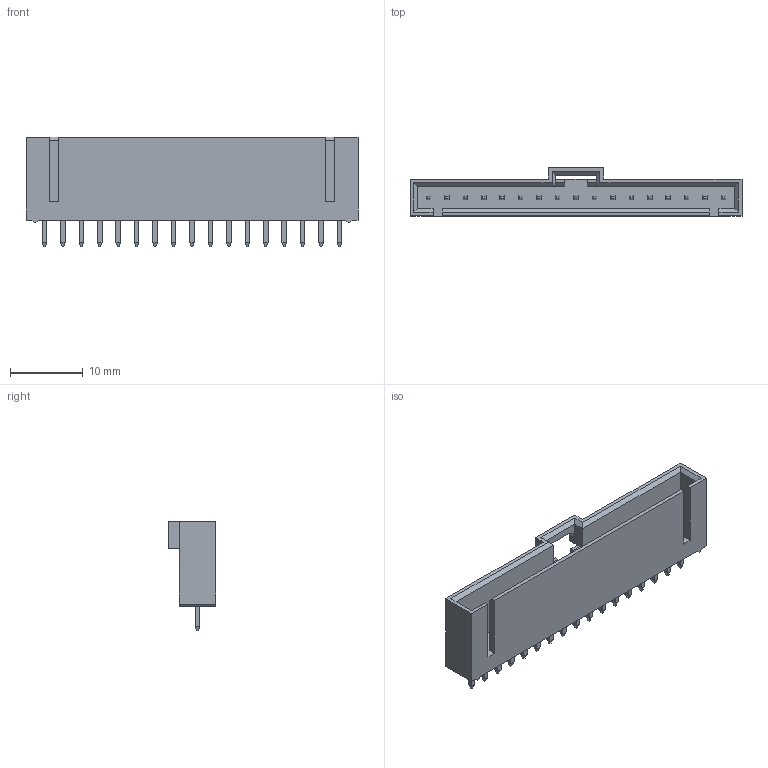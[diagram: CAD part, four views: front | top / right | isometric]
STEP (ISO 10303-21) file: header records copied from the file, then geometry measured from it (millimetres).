
FILE_DESCRIPTION((''),'2;1');
FILE_NAME('705430051','2017-02-22T',('ghp'),(''),'PRO/ENGINEER BY PARAMETRIC TECHNOLOGY CORPORATION, 2012310','PRO/ENGINEER BY PARAMETRIC TECHNOLOGY CORPORATION, 2012310','');
FILE_SCHEMA(('CONFIG_CONTROL_DESIGN'));
Length unit declared in the file: inch
Products named in the file (1): 705430051
Bounding box: 45.72 x 6.6 x 15.11 mm (x, y, z)
Volume: 1483.8 mm3; surface area: 2817.2 mm2
Topology: 1 solids, 1 shells, 363 faces, 875 edges, 546 vertices
Faces by surface type: plane 361, cylinder 2
Entity records: 10199 total; most frequent: CARTESIAN_POINT 1751, ORIENTED_EDGE 1682, DIRECTION 1641, EDGE_CURVE 841, VECTOR 837, LINE 837, VERTEX_POINT 512, AXIS2_PLACEMENT_3D 402
